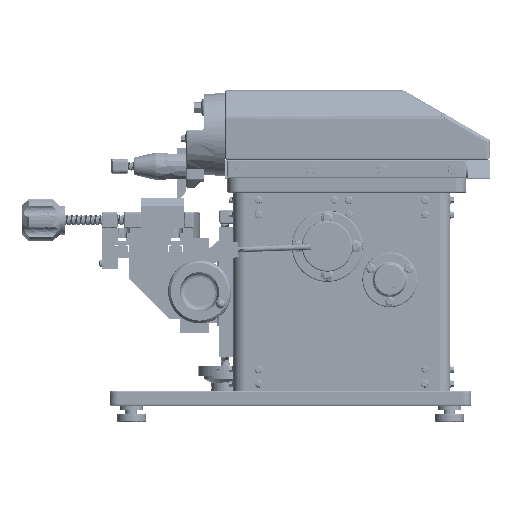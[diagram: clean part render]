
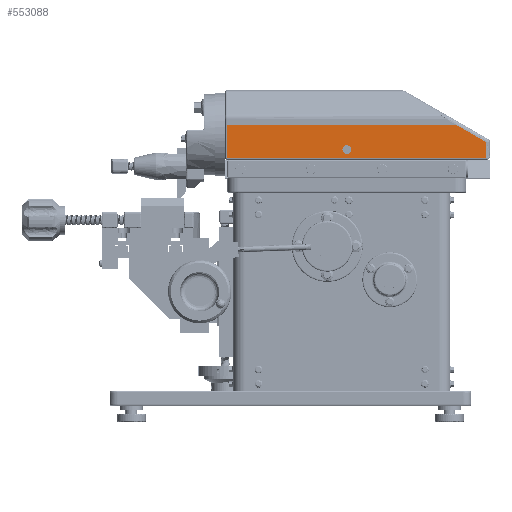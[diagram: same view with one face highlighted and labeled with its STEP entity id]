
A CAD part, top view. The second image highlights one B-rep face of the part: STEP entity #553088.
In plain terms, the highlighted free-form (B-spline) face has degree [1, 1] with [2, 2] control points.
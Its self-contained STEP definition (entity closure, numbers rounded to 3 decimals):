
#552653 = VERTEX_POINT('',#552654);
#552654 = CARTESIAN_POINT('',(68.862,319.373,
    69.803));
#552672 = VERTEX_POINT('',#552673);
#552673 = CARTESIAN_POINT('',(80.336,319.373,
    69.803));
#552678 = EDGE_CURVE('',#552653,#552672,#552679,.T.);
#552679 = ( BOUNDED_CURVE() B_SPLINE_CURVE(2,(#552680,#552681,#552682,
#552683,#552684),.UNSPECIFIED.,.F.,.F.) B_SPLINE_CURVE_WITH_KNOTS((3,2,3
    ),(3.142,4.712,6.283),
.PIECEWISE_BEZIER_KNOTS.) CURVE() GEOMETRIC_REPRESENTATION_ITEM() 
RATIONAL_B_SPLINE_CURVE((1.,0.707,1.,0.707,1.)) 
REPRESENTATION_ITEM('') );
#552680 = CARTESIAN_POINT('',(68.862,319.373,
    69.803));
#552681 = CARTESIAN_POINT('',(68.862,313.636,
    69.803));
#552682 = CARTESIAN_POINT('',(74.599,313.636,
    69.803));
#552683 = CARTESIAN_POINT('',(80.336,313.636,
    69.803));
#552684 = CARTESIAN_POINT('',(80.336,319.373,
    69.803));
#552953 = VERTEX_POINT('',#552954);
#552954 = CARTESIAN_POINT('',(-84.131,351.884,
    69.803));
#552960 = EDGE_CURVE('',#552961,#552953,#552963,.T.);
#552961 = VERTEX_POINT('',#552962);
#552962 = CARTESIAN_POINT('',(219.586,351.884,
    69.803));
#552963 = B_SPLINE_CURVE_WITH_KNOTS('',1,(#552964,#552965),
  .UNSPECIFIED.,.F.,.F.,(2,2),(-319.627,-2.),
  .PIECEWISE_BEZIER_KNOTS.);
#552964 = CARTESIAN_POINT('',(219.586,351.884,
    69.803));
#552965 = CARTESIAN_POINT('',(-84.131,351.884,
    69.803));
#553069 = EDGE_CURVE('',#552672,#552653,#553070,.T.);
#553070 = ( BOUNDED_CURVE() B_SPLINE_CURVE(2,(#553071,#553072,#553073,
#553074,#553075),.UNSPECIFIED.,.F.,.F.) B_SPLINE_CURVE_WITH_KNOTS((3,2,3
),(0.,1.571,3.142),.PIECEWISE_BEZIER_KNOTS.) CURVE() 
GEOMETRIC_REPRESENTATION_ITEM() RATIONAL_B_SPLINE_CURVE((1.,
0.707,1.,0.707,1.)) REPRESENTATION_ITEM('') );
#553071 = CARTESIAN_POINT('',(80.336,319.373,
    69.803));
#553072 = CARTESIAN_POINT('',(80.336,325.11,
    69.803));
#553073 = CARTESIAN_POINT('',(74.599,325.11,
    69.803));
#553074 = CARTESIAN_POINT('',(68.862,325.11,
    69.803));
#553075 = CARTESIAN_POINT('',(68.862,319.373,
    69.803));
#553088 = ADVANCED_FACE('',(#553089,#553118),#553122,.F.);
#553089 = FACE_BOUND('',#553090,.T.);
#553090 = EDGE_LOOP('',(#553091,#553098,#553105,#553112,#553117));
#553091 = ORIENTED_EDGE('',*,*,#553092,.T.);
#553092 = EDGE_CURVE('',#552953,#553093,#553095,.T.);
#553093 = VERTEX_POINT('',#553094);
#553094 = CARTESIAN_POINT('',(-84.131,307.899,
    69.803));
#553095 = B_SPLINE_CURVE_WITH_KNOTS('',1,(#553096,#553097),
  .UNSPECIFIED.,.F.,.F.,(2,2),(-61.,-15.),.PIECEWISE_BEZIER_KNOTS.);
#553096 = CARTESIAN_POINT('',(-84.131,351.884,
    69.803));
#553097 = CARTESIAN_POINT('',(-84.131,307.899,
    69.803));
#553098 = ORIENTED_EDGE('',*,*,#553099,.T.);
#553099 = EDGE_CURVE('',#553093,#553100,#553102,.T.);
#553100 = VERTEX_POINT('',#553101);
#553101 = CARTESIAN_POINT('',(259.147,307.899,
    69.803));
#553102 = B_SPLINE_CURVE_WITH_KNOTS('',1,(#553103,#553104),
  .UNSPECIFIED.,.F.,.F.,(2,2),(-181.,178.),.PIECEWISE_BEZIER_KNOTS.);
#553103 = CARTESIAN_POINT('',(-84.131,307.899,
    69.803));
#553104 = CARTESIAN_POINT('',(259.147,307.899,
    69.803));
#553105 = ORIENTED_EDGE('',*,*,#553106,.T.);
#553106 = EDGE_CURVE('',#553100,#553107,#553109,.T.);
#553107 = VERTEX_POINT('',#553108);
#553108 = CARTESIAN_POINT('',(259.147,329.043,
    69.803));
#553109 = B_SPLINE_CURVE_WITH_KNOTS('',1,(#553110,#553111),
  .UNSPECIFIED.,.F.,.F.,(2,2),(15.,37.113),
  .PIECEWISE_BEZIER_KNOTS.);
#553110 = CARTESIAN_POINT('',(259.147,307.899,
    69.803));
#553111 = CARTESIAN_POINT('',(259.147,329.043,
    69.803));
#553112 = ORIENTED_EDGE('',*,*,#553113,.T.);
#553113 = EDGE_CURVE('',#553107,#552961,#553114,.T.);
#553114 = B_SPLINE_CURVE_WITH_KNOTS('',1,(#553115,#553116),
  .UNSPECIFIED.,.F.,.F.,(2,2),(-135.596,-87.822),
  .PIECEWISE_BEZIER_KNOTS.);
#553115 = CARTESIAN_POINT('',(259.147,329.043,
    69.803));
#553116 = CARTESIAN_POINT('',(219.586,351.884,
    69.803));
#553117 = ORIENTED_EDGE('',*,*,#552960,.T.);
#553118 = FACE_BOUND('',#553119,.T.);
#553119 = EDGE_LOOP('',(#553120,#553121));
#553120 = ORIENTED_EDGE('',*,*,#552678,.F.);
#553121 = ORIENTED_EDGE('',*,*,#553069,.F.);
#553122 = B_SPLINE_SURFACE_WITH_KNOTS('',1,1,(
    (#553123,#553124)
    ,(#553125,#553126
    )),.UNSPECIFIED.,.F.,.F.,.F.,(2,2),(2,2),(-178.,181.),(15.,61.),
  .PIECEWISE_BEZIER_KNOTS.);
#553123 = CARTESIAN_POINT('',(259.147,307.899,
    69.803));
#553124 = CARTESIAN_POINT('',(259.147,351.884,
    69.803));
#553125 = CARTESIAN_POINT('',(-84.131,307.899,
    69.803));
#553126 = CARTESIAN_POINT('',(-84.131,351.884,
    69.803));
